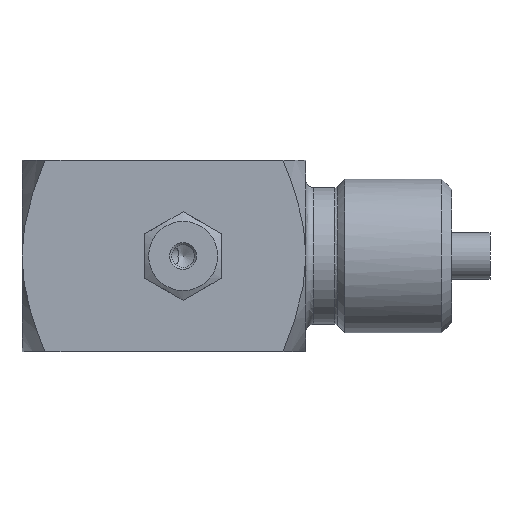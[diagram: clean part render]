
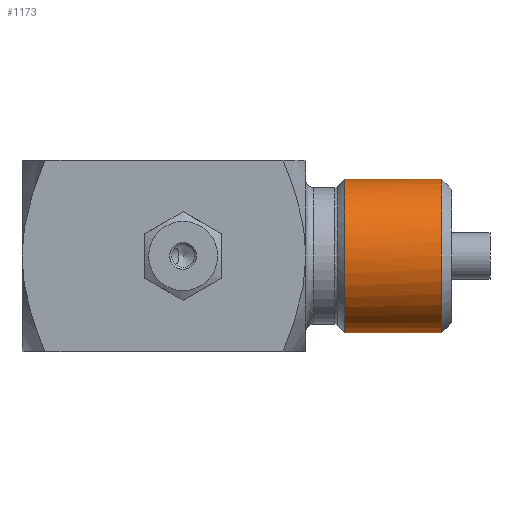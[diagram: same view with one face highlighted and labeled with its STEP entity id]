
A CAD part, front view. The second image highlights one B-rep face of the part: STEP entity #1173.
In plain terms, the highlighted cylindrical face has radius 10 mm (diameter 20 mm), a full revolution.
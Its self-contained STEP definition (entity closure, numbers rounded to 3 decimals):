
#1173=ADVANCED_FACE('',(#2720,#2722),#2724,.T.);
#2720=FACE_BOUND('',#2721,.T.);
#2721=EDGE_LOOP('',(#4045,#4046));
#2722=FACE_BOUND('',#2723,.T.);
#2723=EDGE_LOOP('',(#4047,#4048));
#2724=CYLINDRICAL_SURFACE('',#2725,10.);
#2725=AXIS2_PLACEMENT_3D('',#2726,#2727,#2728);
#2726=CARTESIAN_POINT('',(0.,0.,0.));
#2727=DIRECTION('',(1.,0.,0.));
#2728=DIRECTION('',(0.,0.,1.));
#4045=ORIENTED_EDGE('',*,*,#4540,.T.);
#4046=ORIENTED_EDGE('',*,*,#4541,.T.);
#4047=ORIENTED_EDGE('',*,*,#4531,.F.);
#4048=ORIENTED_EDGE('',*,*,#4530,.F.);
#4530=EDGE_CURVE('',#4860,#4861,#4862,.T.);
#4531=EDGE_CURVE('',#4861,#4860,#4863,.T.);
#4540=EDGE_CURVE('',#4878,#4879,#4880,.T.);
#4541=EDGE_CURVE('',#4879,#4878,#4881,.T.);
#4860=VERTEX_POINT('',#7010);
#4861=VERTEX_POINT('',#7011);
#4862=CIRCLE('',#7012,10.);
#4863=B_SPLINE_CURVE_WITH_KNOTS('',3,
(#7016,#7017,#7018,#7019,#7020,#7021,#7022,#7023,#7024,#7025,#7026,#7027,#7028,#7029,
#7030,#7031,#7032,#7033,#7034,#7035,#7036,#7037,#7038,#7039,#7040,#7041,#7042,#7043,
#7044,#7045,#7046,#7047,#7048,#7049,#7050,#7051,#7052,#7053,#7054,#7055,#7056,#7057,
#7058,#7059,#7060,#7061,#7062,#7063,#7064,#7065,#7066,#7067,#7068,#7069,#7070,#7071,
#7072,#7073,#7074,#7075,#7076,#7077,#7078,#7079,#7080,#7081,#7082,#7083,#7084,#7085,
#7086,#7087,#7088,#7089,#7090,#7091,#7092,#7093,#7094,#7095),
.UNSPECIFIED.,.F.,.F.,
(4,1,1,1,1,1,1,1,1,1,1,1,1,1,1,1,1,1,1,1,1,1,1,1,1,1,1,1,1,1,1,1,1,1,1,1,1,1,1,1,
1,1,1,1,1,1,1,1,1,1,3,1,1,1,1,1,1,1,1,1,1,1,1,1,1,1,1,1,1,1,1,1,1,1,1,4),
(0.,0.013,0.027,0.04,0.053,
0.067,0.08,0.093,0.107,0.12,
0.133,0.147,0.16,0.173,0.187,
0.2,0.213,0.227,0.24,0.253,
0.267,0.28,0.293,0.307,0.32,
0.333,0.347,0.36,0.373,0.387,
0.4,0.413,0.427,0.44,0.453,
0.467,0.48,0.493,0.507,0.52,
0.533,0.547,0.56,0.573,0.587,
0.6,0.613,0.627,0.64,0.653,
0.667,0.68,0.693,0.707,0.72,
0.733,0.747,0.76,0.773,0.787,
0.8,0.813,0.827,0.84,0.853,
0.867,0.88,0.893,0.907,0.92,
0.933,0.947,0.96,0.973,0.987,
1.),
.UNSPECIFIED.);
#4878=VERTEX_POINT('',#7398);
#4879=VERTEX_POINT('',#7399);
#4880=CIRCLE('',#7400,10.);
#4881=CIRCLE('',#7404,10.);
#7010=CARTESIAN_POINT('',(42.1,10.,0.));
#7011=CARTESIAN_POINT('',(42.1,0.,-10.));
#7012=AXIS2_PLACEMENT_3D('',#7013,#7014,#7015);
#7013=CARTESIAN_POINT('',(42.1,0.,0.));
#7014=DIRECTION('',(-1.,0.,0.));
#7015=DIRECTION('',(0.,1.,0.));
#7016=CARTESIAN_POINT('',(42.1,0.,-10.));
#7017=CARTESIAN_POINT('',(42.1,-0.209,-10.));
#7018=CARTESIAN_POINT('',(42.1,-0.628,-9.987));
#7019=CARTESIAN_POINT('',(42.1,-1.254,-9.928));
#7020=CARTESIAN_POINT('',(42.1,-1.875,-9.829));
#7021=CARTESIAN_POINT('',(42.1,-2.489,-9.692));
#7022=CARTESIAN_POINT('',(42.1,-3.093,-9.517));
#7023=CARTESIAN_POINT('',(42.1,-3.684,-9.304));
#7024=CARTESIAN_POINT('',(42.1,-4.261,-9.054));
#7025=CARTESIAN_POINT('',(42.1,-4.821,-8.768));
#7026=CARTESIAN_POINT('',(42.1,-5.363,-8.448));
#7027=CARTESIAN_POINT('',(42.1,-5.883,-8.095));
#7028=CARTESIAN_POINT('',(42.1,-6.379,-7.71));
#7029=CARTESIAN_POINT('',(42.1,-6.851,-7.294));
#7030=CARTESIAN_POINT('',(42.1,-7.295,-6.849));
#7031=CARTESIAN_POINT('',(42.1,-7.711,-6.377));
#7032=CARTESIAN_POINT('',(42.1,-8.096,-5.881));
#7033=CARTESIAN_POINT('',(42.1,-8.45,-5.36));
#7034=CARTESIAN_POINT('',(42.1,-8.77,-4.819));
#7035=CARTESIAN_POINT('',(42.1,-9.055,-4.259));
#7036=CARTESIAN_POINT('',(42.1,-9.305,-3.682));
#7037=CARTESIAN_POINT('',(42.1,-9.517,-3.09));
#7038=CARTESIAN_POINT('',(42.1,-9.693,-2.487));
#7039=CARTESIAN_POINT('',(42.1,-9.83,-1.873));
#7040=CARTESIAN_POINT('',(42.1,-9.928,-1.252));
#7041=CARTESIAN_POINT('',(42.1,-9.987,-0.626));
#7042=CARTESIAN_POINT('',(42.1,-10.007,0.003));
#7043=CARTESIAN_POINT('',(42.1,-9.987,0.631));
#7044=CARTESIAN_POINT('',(42.1,-9.927,1.257));
#7045=CARTESIAN_POINT('',(42.1,-9.829,1.878));
#7046=CARTESIAN_POINT('',(42.1,-9.691,2.491));
#7047=CARTESIAN_POINT('',(42.1,-9.516,3.095));
#7048=CARTESIAN_POINT('',(42.1,-9.303,3.687));
#7049=CARTESIAN_POINT('',(42.1,-9.053,4.263));
#7050=CARTESIAN_POINT('',(42.1,-8.767,4.824));
#7051=CARTESIAN_POINT('',(42.1,-8.447,5.365));
#7052=CARTESIAN_POINT('',(42.1,-8.093,5.885));
#7053=CARTESIAN_POINT('',(42.1,-7.708,6.381));
#7054=CARTESIAN_POINT('',(42.1,-7.292,6.853));
#7055=CARTESIAN_POINT('',(42.1,-6.847,7.297));
#7056=CARTESIAN_POINT('',(42.1,-6.375,7.713));
#7057=CARTESIAN_POINT('',(42.1,-5.878,8.098));
#7058=CARTESIAN_POINT('',(42.1,-5.358,8.451));
#7059=CARTESIAN_POINT('',(42.1,-4.817,8.771));
#7060=CARTESIAN_POINT('',(42.1,-4.257,9.056));
#7061=CARTESIAN_POINT('',(42.1,-3.68,9.306));
#7062=CARTESIAN_POINT('',(42.1,-3.088,9.518));
#7063=CARTESIAN_POINT('',(42.1,-2.484,9.693));
#7064=CARTESIAN_POINT('',(42.1,-1.87,9.83));
#7065=CARTESIAN_POINT('',(42.1,-1.249,9.928));
#7066=CARTESIAN_POINT('',(42.1,-0.625,9.987));
#7067=CARTESIAN_POINT('',(42.1,-0.208,10.));
#7068=CARTESIAN_POINT('',(42.1,0.,10.));
#7069=CARTESIAN_POINT('',(42.1,0.209,10.));
#7070=CARTESIAN_POINT('',(42.1,0.628,9.987));
#7071=CARTESIAN_POINT('',(42.1,1.254,9.928));
#7072=CARTESIAN_POINT('',(42.1,1.875,9.829));
#7073=CARTESIAN_POINT('',(42.1,2.489,9.692));
#7074=CARTESIAN_POINT('',(42.1,3.093,9.517));
#7075=CARTESIAN_POINT('',(42.1,3.684,9.304));
#7076=CARTESIAN_POINT('',(42.1,4.261,9.054));
#7077=CARTESIAN_POINT('',(42.1,4.821,8.768));
#7078=CARTESIAN_POINT('',(42.1,5.363,8.448));
#7079=CARTESIAN_POINT('',(42.1,5.883,8.095));
#7080=CARTESIAN_POINT('',(42.1,6.379,7.71));
#7081=CARTESIAN_POINT('',(42.1,6.851,7.294));
#7082=CARTESIAN_POINT('',(42.1,7.295,6.849));
#7083=CARTESIAN_POINT('',(42.1,7.711,6.377));
#7084=CARTESIAN_POINT('',(42.1,8.096,5.881));
#7085=CARTESIAN_POINT('',(42.1,8.45,5.36));
#7086=CARTESIAN_POINT('',(42.1,8.77,4.819));
#7087=CARTESIAN_POINT('',(42.1,9.055,4.259));
#7088=CARTESIAN_POINT('',(42.1,9.305,3.682));
#7089=CARTESIAN_POINT('',(42.1,9.517,3.09));
#7090=CARTESIAN_POINT('',(42.1,9.693,2.487));
#7091=CARTESIAN_POINT('',(42.1,9.83,1.873));
#7092=CARTESIAN_POINT('',(42.1,9.928,1.252));
#7093=CARTESIAN_POINT('',(42.1,9.987,0.627));
#7094=CARTESIAN_POINT('',(42.1,10.,0.209));
#7095=CARTESIAN_POINT('',(42.1,10.,0.));
#7398=CARTESIAN_POINT('',(54.7,0.,10.));
#7399=CARTESIAN_POINT('',(54.7,0.,-10.));
#7400=AXIS2_PLACEMENT_3D('',#7401,#7402,#7403);
#7401=CARTESIAN_POINT('',(54.7,0.,0.));
#7402=DIRECTION('',(-1.,0.,0.));
#7403=DIRECTION('',(0.,0.,1.));
#7404=AXIS2_PLACEMENT_3D('',#7405,#7406,#7407);
#7405=CARTESIAN_POINT('',(54.7,0.,0.));
#7406=DIRECTION('',(-1.,0.,0.));
#7407=DIRECTION('',(0.,0.,-1.));
